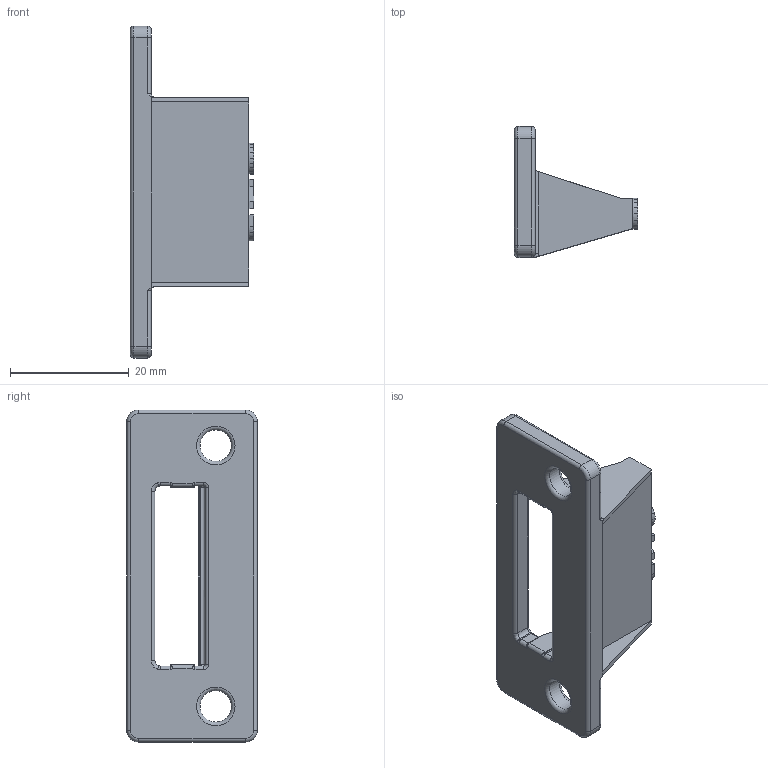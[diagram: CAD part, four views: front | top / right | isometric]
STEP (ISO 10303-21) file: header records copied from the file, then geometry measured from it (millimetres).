
FILE_DESCRIPTION(/* description */ (''),/* implementation_level */ '2;1');
FILE_NAME(/* name */ 'A-GND_Wago_2-L.stp',/* time_stamp */ '2020-12-10T14:12:35-08:00',/* author */ (''),/* organization */ (''),/* preprocessor_version */ 'ST-DEVELOPER v18.1',/* originating_system */ 'Autodesk Translation Framework v9.3.0.1241',/* authorisation */ '');
FILE_SCHEMA (('AUTOMOTIVE_DESIGN { 1 0 10303 214 3 1 1 }'));
Length unit declared in the file: millimetre
Products named in the file (1): Wago Gnd
Bounding box: 20.77 x 22 x 55.93 mm (x, y, z)
Volume: 5569.6 mm3; surface area: 4344.6 mm2
Topology: 1 solids, 1 shells, 187 faces, 489 edges, 300 vertices
Faces by surface type: bspline 69, plane 56, cylinder 42, torus 20
Full cylindrical faces by diameter (mm): 5.3 x2
Entity records: 6933 total; most frequent: CARTESIAN_POINT 2725, ORIENTED_EDGE 966, DIRECTION 703, EDGE_CURVE 483, VERTEX_POINT 300, AXIS2_PLACEMENT_3D 235, LINE 233, VECTOR 233
